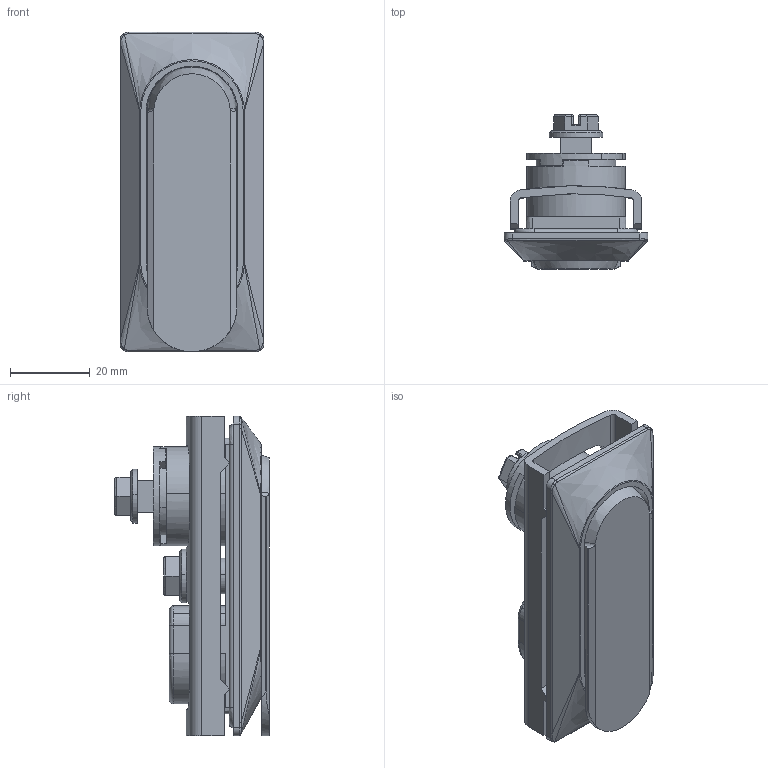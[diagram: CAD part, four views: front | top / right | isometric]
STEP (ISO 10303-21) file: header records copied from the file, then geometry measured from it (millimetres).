
FILE_DESCRIPTION((''),'2;1');
FILE_NAME('','2006-10-27T19:00:36',(''),(''),'','CADfix','');
FILE_SCHEMA(('AUTOMOTIVE_DESIGN'));
Length unit declared in the file: millimetre
Products named in the file (5): screw; handle; bracket; body; TEA_1152_U3_14309_36
Assembly tree (4 placements, depth 2):
  TEA_1152_U3_14309_36
    screw
    handle
    bracket
    body
Bounding box: 36 x 38.65 x 80 mm (x, y, z)
Volume: 37535.4 mm3; surface area: 26370.6 mm2
Topology: 4 solids, 4 shells, 440 faces, 1154 edges, 732 vertices
Faces by surface type: bspline 440
Entity records: 16862 total; most frequent: CARTESIAN_POINT 10302, ORIENTED_EDGE 2308, EDGE_CURVE 1154, VERTEX_POINT 732, QUASI_UNIFORM_CURVE 602, EDGE_LOOP 460, FACE_OUTER_BOUND 440, ADVANCED_FACE 440
